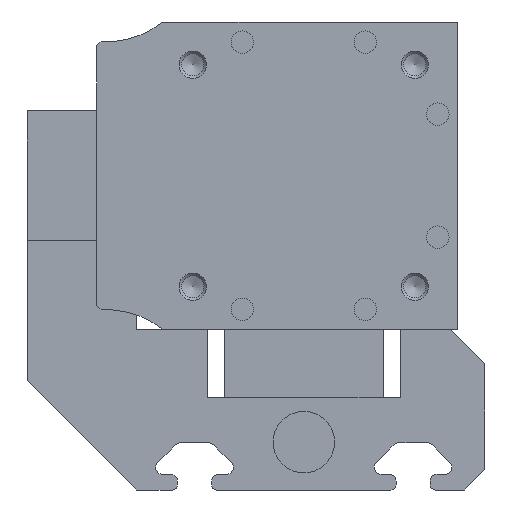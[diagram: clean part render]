
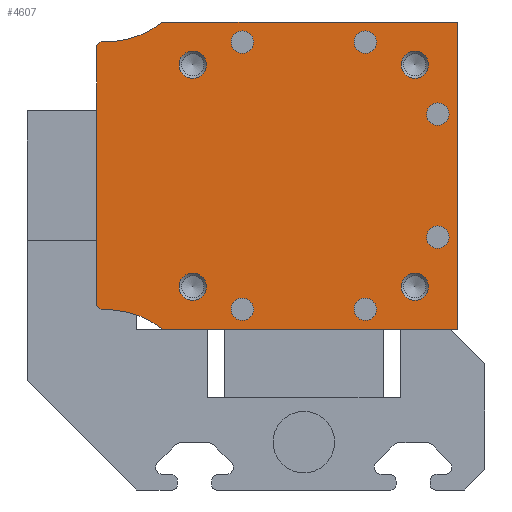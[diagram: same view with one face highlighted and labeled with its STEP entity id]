
A CAD part, left-side view. The second image highlights one B-rep face of the part: STEP entity #4607.
In plain terms, the highlighted planar face has unit normal (-1, 0, 0).
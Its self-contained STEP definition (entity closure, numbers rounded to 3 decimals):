
#274=LINE('',#7287,#691);
#276=LINE('',#7291,#693);
#278=LINE('',#7295,#695);
#291=LINE('',#7326,#708);
#304=LINE('',#7349,#721);
#316=LINE('',#7374,#733);
#691=VECTOR('',#5792,1000.);
#693=VECTOR('',#5796,1000.);
#695=VECTOR('',#5800,1000.);
#708=VECTOR('',#5823,1000.);
#721=VECTOR('',#5838,1000.);
#733=VECTOR('',#5856,1000.);
#1220=ORIENTED_EDGE('',*,*,#2450,.T.);
#1221=ORIENTED_EDGE('',*,*,#2451,.T.);
#1222=ORIENTED_EDGE('',*,*,#2452,.F.);
#1223=ORIENTED_EDGE('',*,*,#2453,.F.);
#1224=ORIENTED_EDGE('',*,*,#2454,.F.);
#1225=ORIENTED_EDGE('',*,*,#2455,.F.);
#1226=ORIENTED_EDGE('',*,*,#2456,.F.);
#1227=ORIENTED_EDGE('',*,*,#2457,.F.);
#1228=ORIENTED_EDGE('',*,*,#2458,.T.);
#1229=ORIENTED_EDGE('',*,*,#2459,.T.);
#1230=ORIENTED_EDGE('',*,*,#2396,.T.);
#1231=ORIENTED_EDGE('',*,*,#2399,.F.);
#1232=ORIENTED_EDGE('',*,*,#2401,.F.);
#1233=ORIENTED_EDGE('',*,*,#2403,.F.);
#1234=ORIENTED_EDGE('',*,*,#2405,.T.);
#1235=ORIENTED_EDGE('',*,*,#2419,.F.);
#1236=ORIENTED_EDGE('',*,*,#2432,.F.);
#1237=ORIENTED_EDGE('',*,*,#2446,.F.);
#2396=EDGE_CURVE('',#3020,#3021,#3408,.T.);
#2399=EDGE_CURVE('',#3022,#3021,#274,.T.);
#2401=EDGE_CURVE('',#3023,#3022,#276,.T.);
#2403=EDGE_CURVE('',#3024,#3023,#278,.T.);
#2405=EDGE_CURVE('',#3024,#3025,#3409,.T.);
#2419=EDGE_CURVE('',#3036,#3025,#291,.T.);
#2432=EDGE_CURVE('',#3045,#3036,#304,.T.);
#2446=EDGE_CURVE('',#3020,#3045,#316,.T.);
#2450=EDGE_CURVE('',#3058,#3058,#3414,.T.);
#2451=EDGE_CURVE('',#3059,#3059,#3415,.T.);
#2452=EDGE_CURVE('',#3060,#3060,#3416,.F.);
#2453=EDGE_CURVE('',#3061,#3061,#3417,.F.);
#2454=EDGE_CURVE('',#3062,#3062,#3418,.F.);
#2455=EDGE_CURVE('',#3063,#3063,#3419,.F.);
#2456=EDGE_CURVE('',#3064,#3064,#3420,.F.);
#2457=EDGE_CURVE('',#3065,#3065,#3421,.F.);
#2458=EDGE_CURVE('',#3066,#3066,#3422,.T.);
#2459=EDGE_CURVE('',#3067,#3067,#3423,.T.);
#3020=VERTEX_POINT('',#7282);
#3021=VERTEX_POINT('',#7283);
#3022=VERTEX_POINT('',#7288);
#3023=VERTEX_POINT('',#7292);
#3024=VERTEX_POINT('',#7296);
#3025=VERTEX_POINT('',#7300);
#3036=VERTEX_POINT('',#7325);
#3045=VERTEX_POINT('',#7348);
#3058=VERTEX_POINT('',#7382);
#3059=VERTEX_POINT('',#7384);
#3060=VERTEX_POINT('',#7386);
#3061=VERTEX_POINT('',#7388);
#3062=VERTEX_POINT('',#7390);
#3063=VERTEX_POINT('',#7392);
#3064=VERTEX_POINT('',#7394);
#3065=VERTEX_POINT('',#7396);
#3066=VERTEX_POINT('',#7398);
#3067=VERTEX_POINT('',#7400);
#3408=CIRCLE('',#5154,13.5);
#3409=CIRCLE('',#5159,13.5);
#3414=CIRCLE('',#5168,2.);
#3415=CIRCLE('',#5169,2.);
#3416=CIRCLE('',#5170,1.65);
#3417=CIRCLE('',#5171,1.65);
#3418=CIRCLE('',#5172,1.65);
#3419=CIRCLE('',#5173,1.65);
#3420=CIRCLE('',#5174,1.65);
#3421=CIRCLE('',#5175,1.65);
#3422=CIRCLE('',#5176,2.);
#3423=CIRCLE('',#5177,2.);
#3612=EDGE_LOOP('',(#1220));
#3613=EDGE_LOOP('',(#1221));
#3614=EDGE_LOOP('',(#1222));
#3615=EDGE_LOOP('',(#1223));
#3616=EDGE_LOOP('',(#1224));
#3617=EDGE_LOOP('',(#1225));
#3618=EDGE_LOOP('',(#1226));
#3619=EDGE_LOOP('',(#1227));
#3620=EDGE_LOOP('',(#1228));
#3621=EDGE_LOOP('',(#1229));
#3622=EDGE_LOOP('',(#1230,#1231,#1232,#1233,#1234,#1235,#1236,#1237));
#4019=FACE_BOUND('',#3612,.T.);
#4020=FACE_BOUND('',#3613,.T.);
#4021=FACE_BOUND('',#3614,.T.);
#4022=FACE_BOUND('',#3615,.T.);
#4023=FACE_BOUND('',#3616,.T.);
#4024=FACE_BOUND('',#3617,.T.);
#4025=FACE_BOUND('',#3618,.T.);
#4026=FACE_BOUND('',#3619,.T.);
#4027=FACE_BOUND('',#3620,.T.);
#4028=FACE_BOUND('',#3621,.T.);
#4029=FACE_BOUND('',#3622,.T.);
#4428=PLANE('',#5167);
#4607=ADVANCED_FACE('',(#4019,#4020,#4021,#4022,#4023,#4024,#4025,#4026,
#4027,#4028,#4029),#4428,.F.);
#5154=AXIS2_PLACEMENT_3D('',#7281,#5786,#5787);
#5159=AXIS2_PLACEMENT_3D('',#7299,#5804,#5805);
#5167=AXIS2_PLACEMENT_3D('',#7380,#5860,#5861);
#5168=AXIS2_PLACEMENT_3D('',#7381,#5862,#5863);
#5169=AXIS2_PLACEMENT_3D('',#7383,#5864,#5865);
#5170=AXIS2_PLACEMENT_3D('',#7385,#5866,#5867);
#5171=AXIS2_PLACEMENT_3D('',#7387,#5868,#5869);
#5172=AXIS2_PLACEMENT_3D('',#7389,#5870,#5871);
#5173=AXIS2_PLACEMENT_3D('',#7391,#5872,#5873);
#5174=AXIS2_PLACEMENT_3D('',#7393,#5874,#5875);
#5175=AXIS2_PLACEMENT_3D('',#7395,#5876,#5877);
#5176=AXIS2_PLACEMENT_3D('',#7397,#5878,#5879);
#5177=AXIS2_PLACEMENT_3D('',#7399,#5880,#5881);
#5786=DIRECTION('',(1.,0.,0.));
#5787=DIRECTION('',(0.,0.,-1.));
#5792=DIRECTION('',(0.,-0.707,0.707));
#5796=DIRECTION('',(0.,0.,1.));
#5800=DIRECTION('',(0.,0.707,0.707));
#5804=DIRECTION('',(1.,0.,0.));
#5805=DIRECTION('',(0.,0.,-1.));
#5823=DIRECTION('',(0.,1.,0.));
#5838=DIRECTION('',(0.,0.,-1.));
#5856=DIRECTION('',(0.,-1.,0.));
#5860=DIRECTION('',(1.,0.,0.));
#5861=DIRECTION('',(0.,0.,-1.));
#5862=DIRECTION('',(1.,0.,0.));
#5863=DIRECTION('',(0.,0.,-1.));
#5864=DIRECTION('',(1.,0.,0.));
#5865=DIRECTION('',(0.,0.,-1.));
#5866=DIRECTION('',(1.,0.,0.));
#5867=DIRECTION('',(0.,0.,-1.));
#5868=DIRECTION('',(1.,0.,0.));
#5869=DIRECTION('',(0.,0.,-1.));
#5870=DIRECTION('',(1.,0.,0.));
#5871=DIRECTION('',(0.,0.,-1.));
#5872=DIRECTION('',(1.,0.,0.));
#5873=DIRECTION('',(0.,0.,-1.));
#5874=DIRECTION('',(1.,0.,0.));
#5875=DIRECTION('',(0.,0.,-1.));
#5876=DIRECTION('',(1.,0.,0.));
#5877=DIRECTION('',(0.,0.,-1.));
#5878=DIRECTION('',(1.,0.,0.));
#5879=DIRECTION('',(0.,0.,-1.));
#5880=DIRECTION('',(1.,0.,0.));
#5881=DIRECTION('',(0.,0.,-1.));
#7281=CARTESIAN_POINT('',(0.,51.5,33.1));
#7282=CARTESIAN_POINT('',(0.,43.14,22.5));
#7283=CARTESIAN_POINT('',(0.,52.183,19.617));
#7287=CARTESIAN_POINT('',(0.,52.8,19.));
#7288=CARTESIAN_POINT('',(0.,52.8,19.));
#7291=CARTESIAN_POINT('',(0.,52.8,-19.));
#7292=CARTESIAN_POINT('',(0.,52.8,-19.));
#7295=CARTESIAN_POINT('',(0.,52.183,-19.617));
#7296=CARTESIAN_POINT('',(0.,52.183,-19.617));
#7299=CARTESIAN_POINT('',(0.,51.5,-33.1));
#7300=CARTESIAN_POINT('',(0.,43.14,-22.5));
#7325=CARTESIAN_POINT('',(0.,0.,-22.5));
#7326=CARTESIAN_POINT('',(0.,0.,-22.5));
#7348=CARTESIAN_POINT('',(0.,0.,22.5));
#7349=CARTESIAN_POINT('',(0.,0.,22.5));
#7374=CARTESIAN_POINT('',(0.,43.14,22.5));
#7380=CARTESIAN_POINT('',(0.,51.5,33.1));
#7381=CARTESIAN_POINT('',(0.,38.75,16.25));
#7382=CARTESIAN_POINT('',(0.,38.75,14.25));
#7383=CARTESIAN_POINT('',(0.,6.25,-16.25));
#7384=CARTESIAN_POINT('',(0.,6.25,-18.25));
#7385=CARTESIAN_POINT('',(0.,2.9,-9.));
#7386=CARTESIAN_POINT('',(0.,2.9,-10.65));
#7387=CARTESIAN_POINT('',(0.,2.9,9.));
#7388=CARTESIAN_POINT('',(0.,2.9,7.35));
#7389=CARTESIAN_POINT('',(0.,13.5,-19.55));
#7390=CARTESIAN_POINT('',(0.,13.5,-21.2));
#7391=CARTESIAN_POINT('',(0.,31.5,-19.55));
#7392=CARTESIAN_POINT('',(0.,31.5,-21.2));
#7393=CARTESIAN_POINT('',(0.,13.5,19.55));
#7394=CARTESIAN_POINT('',(0.,13.5,17.9));
#7395=CARTESIAN_POINT('',(0.,31.5,19.55));
#7396=CARTESIAN_POINT('',(0.,31.5,17.9));
#7397=CARTESIAN_POINT('',(0.,38.75,-16.25));
#7398=CARTESIAN_POINT('',(0.,38.75,-18.25));
#7399=CARTESIAN_POINT('',(0.,6.25,16.25));
#7400=CARTESIAN_POINT('',(0.,6.25,14.25));
